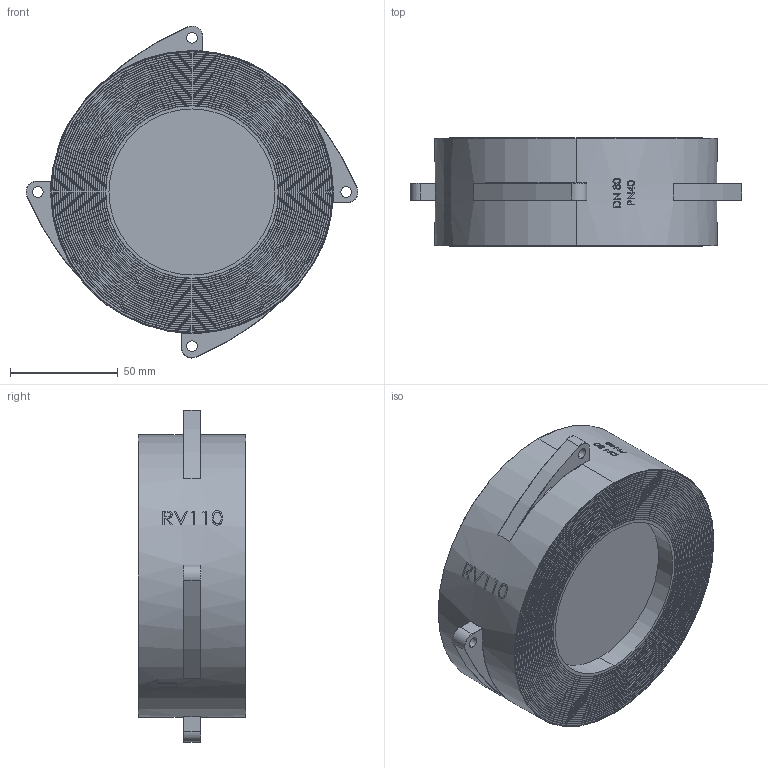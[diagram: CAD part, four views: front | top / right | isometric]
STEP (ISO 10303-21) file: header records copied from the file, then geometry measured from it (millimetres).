
FILE_DESCRIPTION (( 'STEP AP214' ), '1' );
FILE_NAME ('RV110-DN80-PN40-Disco-Rückschlagventil-Fergo.STEP', '2022-11-03T13:45:46', ( '' ), ( '' ), 'SwSTEP 2.0', 'SolidWorks 2022', '' );
FILE_SCHEMA (( 'AUTOMOTIVE_DESIGN' ));
Length unit declared in the file: millimetre
Products named in the file (1): RV110-DN80-PN40-Disco-Rückschlagventil-Fergo
Bounding box: 153.97 x 50 x 154 mm (x, y, z)
Volume: 607434.2 mm3; surface area: 57999.3 mm2
Topology: 1 solids, 1 shells, 280 faces, 749 edges, 544 vertices
Faces by surface type: torus 118, plane 73, cylinder 71, bspline 18
Entity records: 13459 total; most frequent: CARTESIAN_POINT 6426, ORIENTED_EDGE 1482, DIRECTION 1442, EDGE_CURVE 741, AXIS2_PLACEMENT_3D 679, VERTEX_POINT 544, CIRCLE 416, EDGE_LOOP 369
